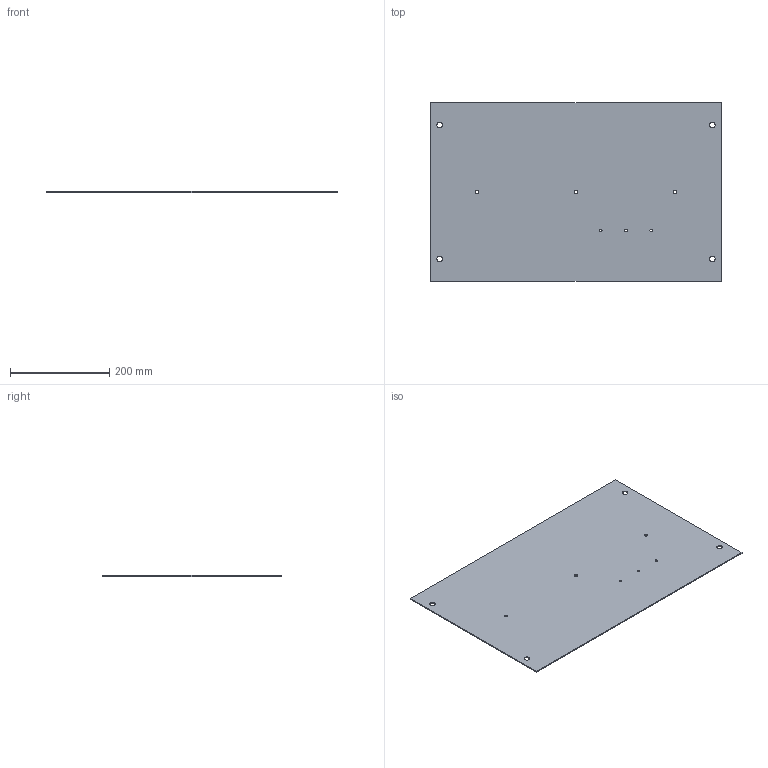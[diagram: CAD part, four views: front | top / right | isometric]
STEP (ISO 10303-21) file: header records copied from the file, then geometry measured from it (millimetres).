
FILE_DESCRIPTION(('FreeCAD Model'),'2;1');
FILE_NAME('Open CASCADE Shape Model','2025-03-06T16:13:24',('Author'),( ''),'Open CASCADE STEP processor 7.6','FreeCAD','Unknown');
FILE_SCHEMA(('AUTOMOTIVE_DESIGN { 1 0 10303 214 1 1 1 1 }'));
Length unit declared in the file: millimetre
Products named in the file (1): Body
Bounding box: 587.38 x 360.36 x 2.03 mm (x, y, z)
Volume: 428966 mm3; surface area: 426571.3 mm2
Topology: 1 solids, 1 shells, 16 faces, 42 edges, 28 vertices
Faces by surface type: cylinder 10, plane 6
Full cylindrical faces by diameter (mm): 5.08 x3, 6.3 x3, 11.4 x4
Entity records: 568 total; most frequent: DIRECTION 96, CARTESIAN_POINT 87, ORIENTED_EDGE 84, EDGE_CURVE 42, AXIS2_PLACEMENT_3D 37, FACE_BOUND 36, EDGE_LOOP 36, VERTEX_POINT 28
